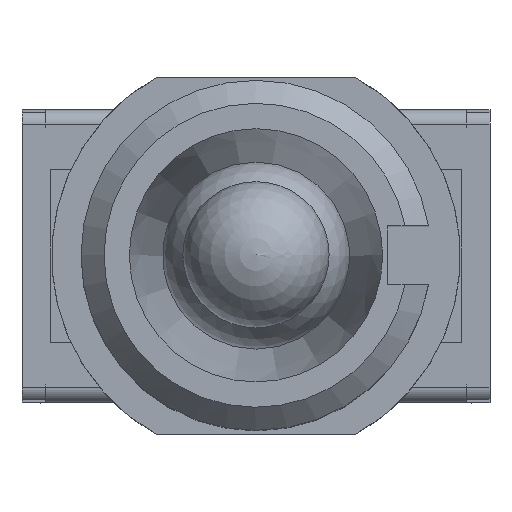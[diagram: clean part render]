
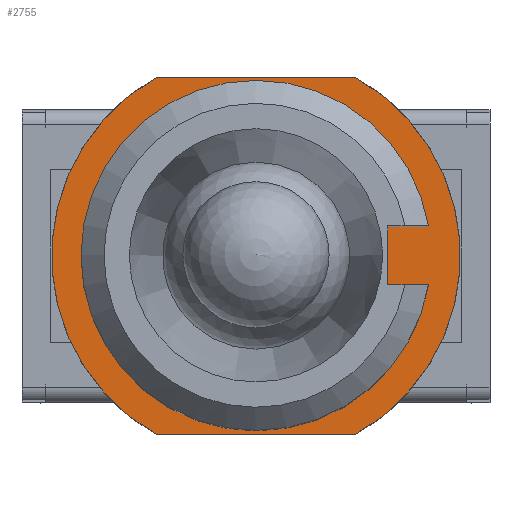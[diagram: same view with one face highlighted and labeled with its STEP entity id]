
A CAD part, top view. The second image highlights one B-rep face of the part: STEP entity #2755.
In plain terms, the highlighted planar face has unit normal (0, 0, 1).
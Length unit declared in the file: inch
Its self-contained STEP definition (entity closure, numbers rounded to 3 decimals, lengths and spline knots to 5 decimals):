
#2531=CARTESIAN_POINT('',(0.11799,-0.02008,0.30866));
#2532=VERTEX_POINT('',#2531);
#2539=CARTESIAN_POINT('',(0.09004,-0.02008,0.30866));
#2540=VERTEX_POINT('',#2539);
#2541=CARTESIAN_POINT('',(0.09004,-0.02008,0.30866));
#2542=DIRECTION('',(1.0,0.0,0.0));
#2543=VECTOR('',#2542,0.02795);
#2544=LINE('',#2541,#2543);
#2545=EDGE_CURVE('',#2540,#2532,#2544,.T.);
#2564=CARTESIAN_POINT('',(0.09004,0.02008,0.30866));
#2565=VERTEX_POINT('',#2564);
#2572=CARTESIAN_POINT('',(0.11799,0.02008,0.30866));
#2573=VERTEX_POINT('',#2572);
#2574=CARTESIAN_POINT('',(0.11799,0.02008,0.30866));
#2575=DIRECTION('',(-1.0,0.0,0.0));
#2576=VECTOR('',#2575,0.02795);
#2577=LINE('',#2574,#2576);
#2578=EDGE_CURVE('',#2573,#2565,#2577,.T.);
#2596=CARTESIAN_POINT('',(0.09004,0.02008,0.30866));
#2597=DIRECTION('',(0.0,-1.0,0.0));
#2598=VECTOR('',#2597,0.04016);
#2599=LINE('',#2596,#2598);
#2600=EDGE_CURVE('',#2565,#2540,#2599,.T.);
#2613=CARTESIAN_POINT('',(0.,0.,0.30866));
#2614=DIRECTION('',(0.0,0.0,-1.0));
#2615=DIRECTION('',(-0.986,-0.168,0.0));
#2616=AXIS2_PLACEMENT_3D('',#2613,#2614,#2615);
#2617=CIRCLE('',#2616,0.11969);
#2618=EDGE_CURVE('',#2532,#2573,#2617,.T.);
#2629=CARTESIAN_POINT('',(0.06811,0.12205,0.30866));
#2630=VERTEX_POINT('',#2629);
#2631=CARTESIAN_POINT('',(0.06811,-0.12205,0.30866));
#2632=VERTEX_POINT('',#2631);
#2633=CARTESIAN_POINT('',(0.,0.,0.30866));
#2634=DIRECTION('',(0.0,0.0,-1.0));
#2635=DIRECTION('',(-0.487,0.873,0.0));
#2636=AXIS2_PLACEMENT_3D('',#2633,#2634,#2635);
#2637=CIRCLE('',#2636,0.13976);
#2638=EDGE_CURVE('',#2630,#2632,#2637,.T.);
#2669=CARTESIAN_POINT('',(-0.06811,-0.12205,0.30866));
#2670=VERTEX_POINT('',#2669);
#2671=CARTESIAN_POINT('',(0.06811,-0.12205,0.30866));
#2672=DIRECTION('',(-1.0,0.0,0.0));
#2673=VECTOR('',#2672,0.13621);
#2674=LINE('',#2671,#2673);
#2675=EDGE_CURVE('',#2632,#2670,#2674,.T.);
#2693=CARTESIAN_POINT('',(-0.06811,0.12205,0.30866));
#2694=VERTEX_POINT('',#2693);
#2695=CARTESIAN_POINT('',(0.,0.,0.30866));
#2696=DIRECTION('',(0.0,0.0,-1.0));
#2697=DIRECTION('',(0.487,-0.873,0.0));
#2698=AXIS2_PLACEMENT_3D('',#2695,#2696,#2697);
#2699=CIRCLE('',#2698,0.13976);
#2700=EDGE_CURVE('',#2670,#2694,#2699,.T.);
#2726=CARTESIAN_POINT('',(-0.06811,0.12205,0.30866));
#2727=DIRECTION('',(1.0,0.0,0.0));
#2728=VECTOR('',#2727,0.13621);
#2729=LINE('',#2726,#2728);
#2730=EDGE_CURVE('',#2694,#2630,#2729,.T.);
#2738=CARTESIAN_POINT('',(-0.15374,-0.13425,0.30866));
#2739=DIRECTION('',(0.0,0.0,1.0));
#2740=DIRECTION('',(1.0,0.0,0.0));
#2741=AXIS2_PLACEMENT_3D('',#2738,#2739,#2740);
#2742=PLANE('',#2741);
#2743=ORIENTED_EDGE('',*,*,#2638,.F.);
#2744=ORIENTED_EDGE('',*,*,#2730,.F.);
#2745=ORIENTED_EDGE('',*,*,#2700,.F.);
#2746=ORIENTED_EDGE('',*,*,#2675,.F.);
#2747=EDGE_LOOP('',(#2743,#2744,#2745,#2746));
#2748=FACE_OUTER_BOUND('',#2747,.T.);
#2749=ORIENTED_EDGE('',*,*,#2578,.T.);
#2750=ORIENTED_EDGE('',*,*,#2600,.T.);
#2751=ORIENTED_EDGE('',*,*,#2545,.T.);
#2752=ORIENTED_EDGE('',*,*,#2618,.T.);
#2753=EDGE_LOOP('',(#2749,#2750,#2751,#2752));
#2754=FACE_BOUND('',#2753,.T.);
#2755=ADVANCED_FACE('',(#2748,#2754),#2742,.T.);
